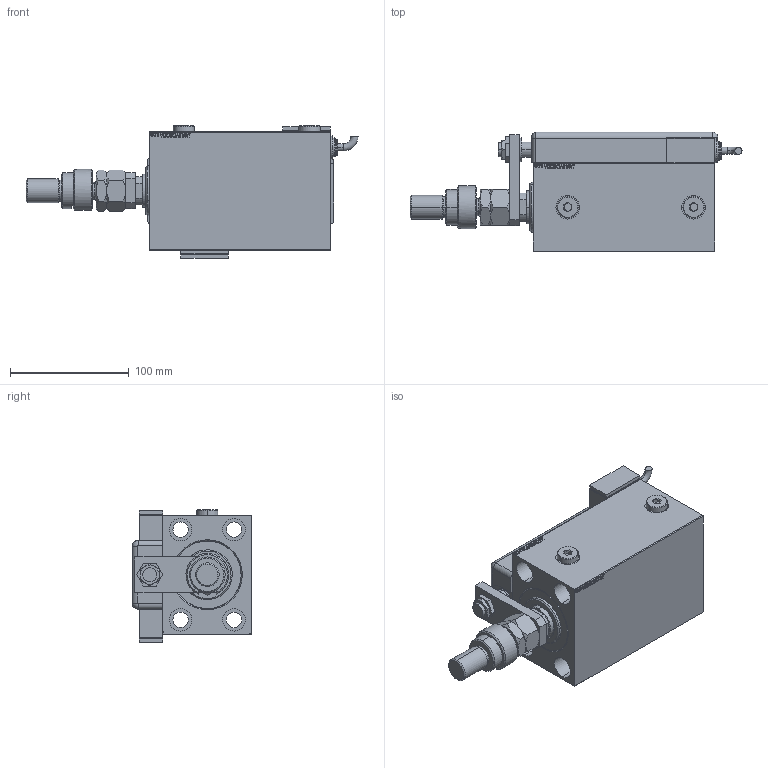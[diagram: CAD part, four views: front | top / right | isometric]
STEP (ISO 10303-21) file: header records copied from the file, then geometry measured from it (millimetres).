
FILE_DESCRIPTION (( 'STEP AP203' ), '1' );
FILE_NAME ('98f4.STEP', '2026-02-26T10:59:34', ( '' ), ( '' ), 'SwSTEP 2.0', 'SolidWorks 2019', '' );
FILE_SCHEMA (( 'CONFIG_CONTROL_DESIGN' ));
Length unit declared in the file: millimetre
Products named in the file (17): V450CM_VC_B bb249cde6871e668dc7bfbb4df8b5fe6; KRYT bb249cde6871e668dc7bfbb4df8b5fe6; V450CM_C_VCP bb249cde6871e668dc7bfbb4df8b5fe6; SWITCH DIM A_G bb249cde6871e668dc7bfbb4df8b5fe6; SWITCH_Q_FRONT_BACK bb249cde6871e668dc7bfbb4df8b5fe6; SWITCH Q bb249cde6871e668dc7bfbb4df8b5fe6; V450CM_C_Body bb249cde6871e668dc7bfbb4df8b5fe6; 98f4; NUT_D19 bb249cde6871e668dc7bfbb4df8b5fe6; Q_T_W_DFA bb249cde6871e668dc7bfbb4df8b5fe6; ZARAZKA_Q bb249cde6871e668dc7bfbb4df8b5fe6; MFA bb249cde6871e668dc7bfbb4df8b5fe6; TYC bb249cde6871e668dc7bfbb4df8b5fe6; Zatka_OIL_PORT bb249cde6871e668dc7bfbb4df8b5fe6; FEMALE_PART_FOR_DFA bb249cde6871e668dc7bfbb4df8b5fe6; MAGNETIC SWITCH Q bb249cde6871e668dc7bfbb4df8b5fe6; NUT_D13 bb249cde6871e668dc7bfbb4df8b5fe6
Assembly tree (18 placements, depth 3):
  98f4
    V450CM_C_Body bb249cde6871e668dc7bfbb4df8b5fe6
    V450CM_C_VCP bb249cde6871e668dc7bfbb4df8b5fe6
    V450CM_VC_B bb249cde6871e668dc7bfbb4df8b5fe6
    MAGNETIC SWITCH Q bb249cde6871e668dc7bfbb4df8b5fe6
      SWITCH_Q_FRONT_BACK bb249cde6871e668dc7bfbb4df8b5fe6
      TYC bb249cde6871e668dc7bfbb4df8b5fe6
      ZARAZKA_Q bb249cde6871e668dc7bfbb4df8b5fe6
      SWITCH DIM A_G bb249cde6871e668dc7bfbb4df8b5fe6
      NUT_D19 bb249cde6871e668dc7bfbb4df8b5fe6
      NUT_D13 bb249cde6871e668dc7bfbb4df8b5fe6
      KRYT bb249cde6871e668dc7bfbb4df8b5fe6
      SWITCH Q bb249cde6871e668dc7bfbb4df8b5fe6  x2
    Q_T_W_DFA bb249cde6871e668dc7bfbb4df8b5fe6
      FEMALE_PART_FOR_DFA bb249cde6871e668dc7bfbb4df8b5fe6
      MFA bb249cde6871e668dc7bfbb4df8b5fe6
    Zatka_OIL_PORT bb249cde6871e668dc7bfbb4df8b5fe6  x2
Bounding box: 279.76 x 100.8 x 111.9 mm (x, y, z)
Volume: 1154455.3 mm3; surface area: 231342.1 mm2
Topology: 17 solids, 17 shells, 1388 faces, 3468 edges, 2267 vertices
Faces by surface type: plane 677, bspline 471, cylinder 146, cone 66, torus 26, sphere 2
Entity records: 63927 total; most frequent: CARTESIAN_POINT 33250, ORIENTED_EDGE 6660, DIRECTION 4436, EDGE_CURVE 3330, VERTEX_POINT 2183, VECTOR 1934, LINE 1934, EDGE_LOOP 1513
